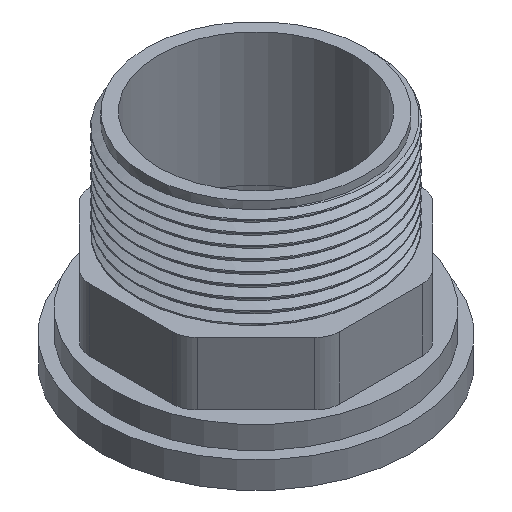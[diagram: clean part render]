
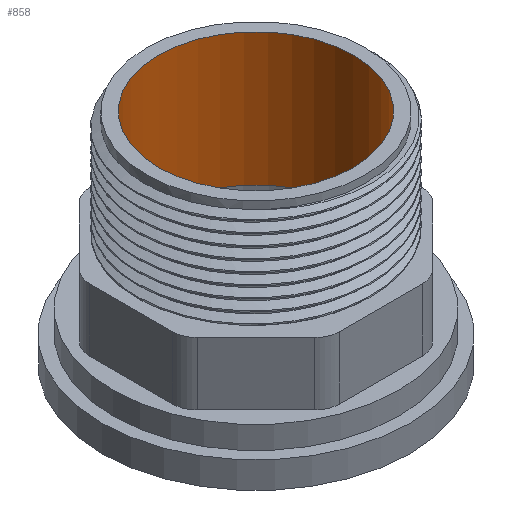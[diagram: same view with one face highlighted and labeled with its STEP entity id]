
A CAD part, isometric view. The second image highlights one B-rep face of the part: STEP entity #858.
In plain terms, the highlighted cylindrical face has radius 19.9 mm (diameter 39.8 mm), a full revolution.
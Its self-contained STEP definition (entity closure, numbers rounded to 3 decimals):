
#65=FACE_OUTER_BOUND('',#119,.T.);
#119=EDGE_LOOP('',(#676,#677,#678,#679));
#169=CIRCLE('',#948,19.9);
#170=CIRCLE('',#950,19.9);
#254=LINE('',#4014,#309);
#309=VECTOR('',#1125,19.9);
#408=VERTEX_POINT('',#4009);
#409=VERTEX_POINT('',#4012);
#517=EDGE_CURVE('',#408,#408,#169,.T.);
#518=EDGE_CURVE('',#409,#409,#170,.T.);
#519=EDGE_CURVE('',#409,#408,#254,.T.);
#676=ORIENTED_EDGE('',*,*,#518,.F.);
#677=ORIENTED_EDGE('',*,*,#519,.T.);
#678=ORIENTED_EDGE('',*,*,#517,.T.);
#679=ORIENTED_EDGE('',*,*,#519,.F.);
#821=CYLINDRICAL_SURFACE('',#949,19.9);
#858=ADVANCED_FACE('',(#65),#821,.F.);
#948=AXIS2_PLACEMENT_3D('',#4010,#1119,#1120);
#949=AXIS2_PLACEMENT_3D('',#4011,#1121,#1122);
#950=AXIS2_PLACEMENT_3D('',#4013,#1123,#1124);
#1119=DIRECTION('center_axis',(0.,0.,-1.));
#1120=DIRECTION('ref_axis',(0.,1.,0.));
#1121=DIRECTION('center_axis',(0.,0.,-1.));
#1122=DIRECTION('ref_axis',(0.,1.,0.));
#1123=DIRECTION('center_axis',(0.,0.,-1.));
#1124=DIRECTION('ref_axis',(0.,1.,0.));
#1125=DIRECTION('',(0.,0.,-1.));
#4009=CARTESIAN_POINT('',(0.,-19.9,17.7));
#4010=CARTESIAN_POINT('Origin',(0.,0.,17.7));
#4011=CARTESIAN_POINT('Origin',(0.,0.,49.826));
#4012=CARTESIAN_POINT('',(0.,-19.9,44.8));
#4013=CARTESIAN_POINT('Origin',(0.,0.,44.8));
#4014=CARTESIAN_POINT('',(0.,-19.9,49.826));
